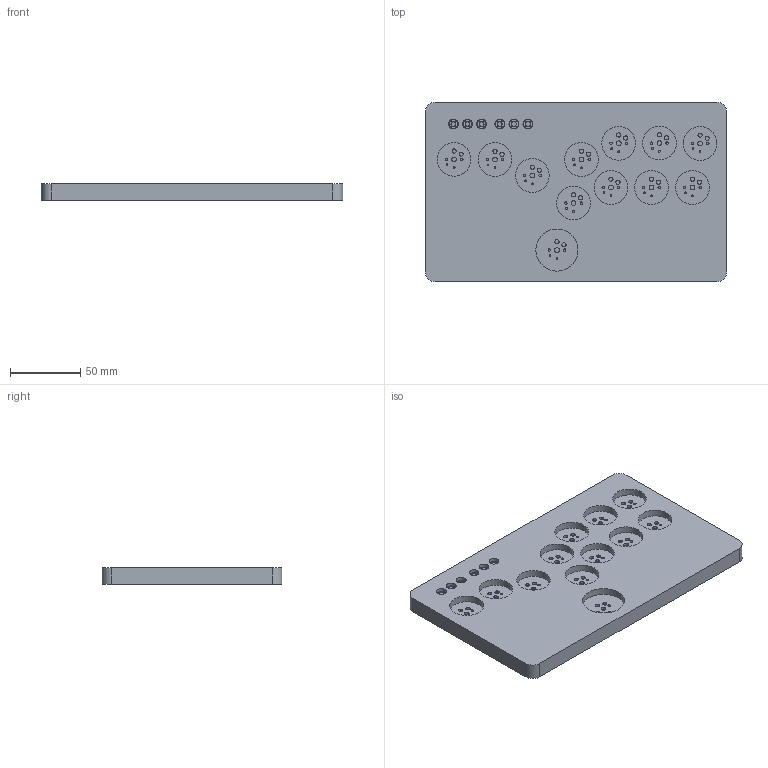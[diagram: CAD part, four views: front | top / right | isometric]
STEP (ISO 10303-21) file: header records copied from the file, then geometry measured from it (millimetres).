
FILE_DESCRIPTION(/* description */ (''),/* implementation_level */ '2;1');
FILE_NAME(/* name */ 'Flatbox-rev4-case-remix-inserts.step',/* time_stamp */ '2023-06-28T20:24:53+01:00',/* author */ (''),/* organization */ (''),/* preprocessor_version */ 'ST-DEVELOPER v19.2',/* originating_system */ 'Autodesk Translation Framework v12.6.0.85',/* authorisation */ '');
FILE_SCHEMA (('AUTOMOTIVE_DESIGN { 1 0 10303 214 3 1 1 }'));
Length unit declared in the file: millimetre
Products named in the file (19): Flatbox-rev4-case-remix_inserts; Flatbox-rev4.step v1; Crystal_SMD_3225-4Pin_3.2x2.5mm; SOLID (1); QFN-56-1EP_7x7mm_P0.4mm_EP5.6x5.6mm; SOLID (7); SOIC-8_5.275x5.275mm_P1.27mm; SOLID (6); SOT-23-5; SOLID (5); R_0402_1005Metric; SOLID; C_0402_1005Metric; SOLID (2); SW_PUSH_6mm_H5mm; SOLID (3); HRO__TYPE-C-31-M-12; SOLID (4); COMPOUND
Assembly tree (44 placements, depth 4):
  Flatbox-rev4-case-remix_inserts
    Flatbox-rev4.step v1
      R_0402_1005Metric  x7
        SOLID
      Crystal_SMD_3225-4Pin_3.2x2.5mm
        SOLID (1)
      QFN-56-1EP_7x7mm_P0.4mm_EP5.6x5.6mm
        SOLID (7)
      SOIC-8_5.275x5.275mm_P1.27mm
        SOLID (6)
      SOT-23-5
        SOLID (5)
      C_0402_1005Metric  x16
        SOLID (2)
      SW_PUSH_6mm_H5mm  x6
        SOLID (3)
      HRO__TYPE-C-31-M-12
        SOLID (4)
      COMPOUND
Bounding box: 214.64 x 127.94 x 11.7 mm (x, y, z)
Volume: 226244.1 mm3; surface area: 170461.9 mm2
Topology: 37 solids, 37 shells, 2389 faces, 6349 edges, 4147 vertices
Faces by surface type: plane 1490, cylinder 876, cone 17, torus 6
Full cylindrical faces by diameter (mm): 0.35 x9, 0.5 x3, 0.6 x1, 0.65 x2, 1 x24, 1.1 x24, 1.27 x24, 1.702 x24, 3 x24, 3.2 x7, 3.4 x7, 3.429 x12, 3.5 x6, 5.6 x7, 6.4 x7, 7 x6, 10 x7, 12.6 x6, 24 x22, 30 x2
Entity records: 42451 total; most frequent: CARTESIAN_POINT 7095, DIRECTION 7093, ORIENTED_EDGE 6952, EDGE_CURVE 3476, LINE 2561, VECTOR 2561, VERTEX_POINT 2268, AXIS2_PLACEMENT_3D 2266
